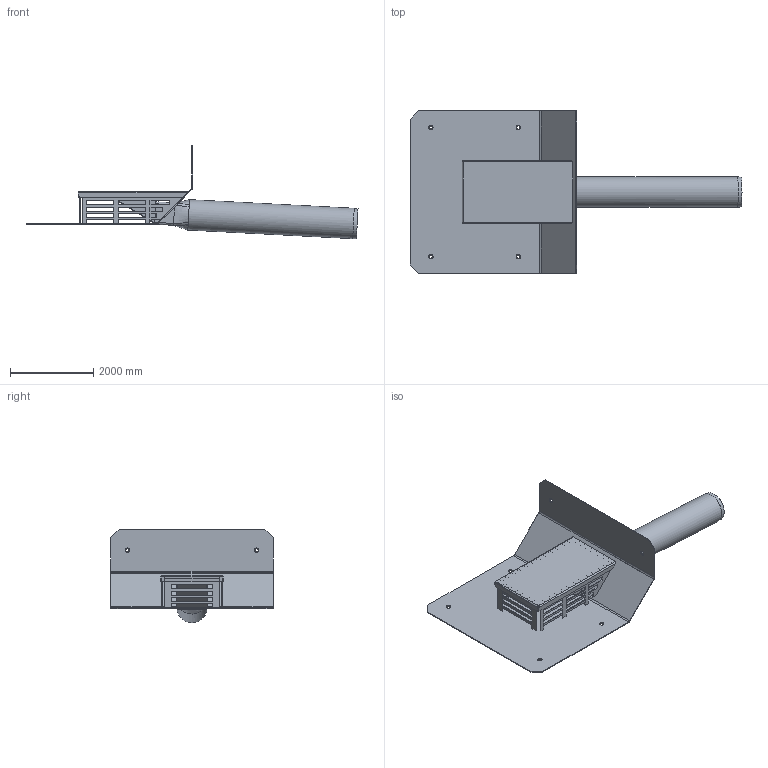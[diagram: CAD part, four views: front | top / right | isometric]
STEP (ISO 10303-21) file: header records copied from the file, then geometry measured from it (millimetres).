
FILE_DESCRIPTION(/* description */ (''),/* implementation_level */ '2;1');
FILE_NAME(/* name */ '01326.070X_3D.stp',/* time_stamp */ '2024-12-11T13:23:53+01:00',/* author */ ('CAD'),/* organization */ (''),/* preprocessor_version */ 'ST-DEVELOPER v20',/* originating_system */ 'AutoCAD Mechanical',/* authorisation */ '');
FILE_SCHEMA (('AUTOMOTIVE_DESIGN { 1 0 10303 214 3 1 1 }'));
Length unit declared in the file: centimetre
Products named in the file (1): Product
Bounding box: 7965.34 x 3900 x 2239.97 mm (x, y, z)
Volume: 759208646.2 mm3; surface area: 82885633.2 mm2
Topology: 5 solids, 5 shells, 266 faces, 733 edges, 475 vertices
Faces by surface type: plane 208, cylinder 29, bspline 21, cone 8
Full cylindrical faces by diameter (mm): 698 x1, 730 x1
Entity records: 9991 total; most frequent: CARTESIAN_POINT 3158, ORIENTED_EDGE 1466, DIRECTION 1281, EDGE_CURVE 733, LINE 569, VECTOR 569, VERTEX_POINT 475, AXIS2_PLACEMENT_3D 356
